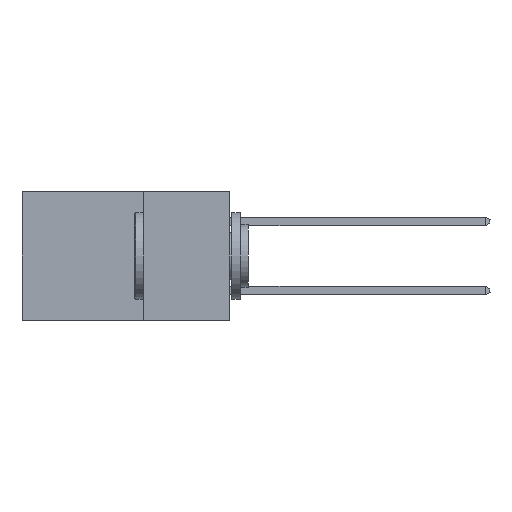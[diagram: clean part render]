
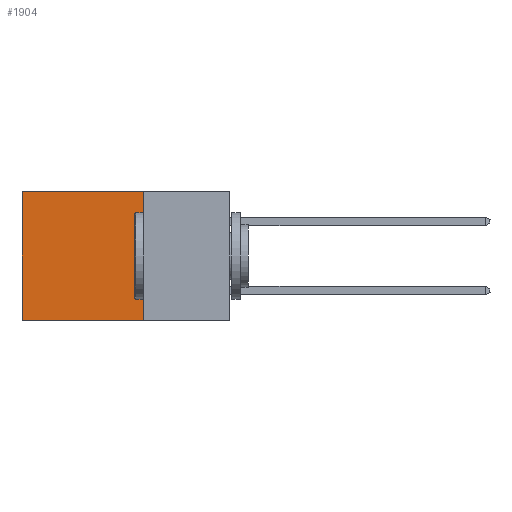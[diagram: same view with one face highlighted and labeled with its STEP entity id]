
A CAD part, left-side view. The second image highlights one B-rep face of the part: STEP entity #1904.
In plain terms, the highlighted planar face has unit normal (-1, 0, 0).
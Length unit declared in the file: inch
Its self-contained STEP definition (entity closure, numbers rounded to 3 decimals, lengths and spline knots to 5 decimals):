
#254 = VECTOR ( 'NONE', #4843, 39.37008 ) ;
#340 = DIRECTION ( 'NONE',  ( 0., 0., -1. ) ) ;
#728 = EDGE_CURVE ( 'NONE', #4852, #3031, #7302, .T. ) ;
#1077 = CARTESIAN_POINT ( 'NONE',  ( 0.298, 0.25, 0. ) ) ;
#1173 = AXIS2_PLACEMENT_3D ( 'NONE', #1077, #9369, #340 ) ;
#1262 = LINE ( 'NONE', #8560, #7242 ) ;
#1577 = LINE ( 'NONE', #4351, #10928 ) ;
#1773 = VECTOR ( 'NONE', #6409, 39.37008 ) ;
#1904 = ADVANCED_FACE ( 'NONE', ( #8439 ), #7523, .F. ) ;
#3031 = VERTEX_POINT ( 'NONE', #8499 ) ;
#3561 = EDGE_CURVE ( 'NONE', #9996, #6413, #1577, .T. ) ;
#3676 = ORIENTED_EDGE ( 'NONE', *, *, #728, .F. ) ;
#4346 = ORIENTED_EDGE ( 'NONE', *, *, #10936, .F. ) ;
#4351 = CARTESIAN_POINT ( 'NONE',  ( 0.298, 0.25, 0. ) ) ;
#4434 = CARTESIAN_POINT ( 'NONE',  ( 0.298, 0.6, 0. ) ) ;
#4843 = DIRECTION ( 'NONE',  ( 0., 0., -1. ) ) ;
#4852 = VERTEX_POINT ( 'NONE', #6290 ) ;
#5597 = EDGE_CURVE ( 'NONE', #6413, #3031, #9053, .T. ) ;
#5986 = EDGE_LOOP ( 'NONE', ( #6859, #3676, #4346, #6375 ) ) ;
#6290 = CARTESIAN_POINT ( 'NONE',  ( 0.298, 0.25, -0.37 ) ) ;
#6375 = ORIENTED_EDGE ( 'NONE', *, *, #3561, .T. ) ;
#6409 = DIRECTION ( 'NONE',  ( 0., 1., 0. ) ) ;
#6413 = VERTEX_POINT ( 'NONE', #9751 ) ;
#6859 = ORIENTED_EDGE ( 'NONE', *, *, #5597, .T. ) ;
#7061 = DIRECTION ( 'NONE',  ( 0., 1., 0. ) ) ;
#7242 = VECTOR ( 'NONE', #10373, 39.37008 ) ;
#7302 = LINE ( 'NONE', #11033, #1773 ) ;
#7523 = PLANE ( 'NONE',  #1173 ) ;
#8220 = CARTESIAN_POINT ( 'NONE',  ( 0.298, 0.25, 0. ) ) ;
#8439 = FACE_OUTER_BOUND ( 'NONE', #5986, .T. ) ;
#8499 = CARTESIAN_POINT ( 'NONE',  ( 0.298, 0.6, -0.37 ) ) ;
#8560 = CARTESIAN_POINT ( 'NONE',  ( 0.298, 0.25, 0. ) ) ;
#9053 = LINE ( 'NONE', #4434, #254 ) ;
#9369 = DIRECTION ( 'NONE',  ( 1., 0., 0. ) ) ;
#9751 = CARTESIAN_POINT ( 'NONE',  ( 0.298, 0.6, 0. ) ) ;
#9996 = VERTEX_POINT ( 'NONE', #8220 ) ;
#10373 = DIRECTION ( 'NONE',  ( 0., 0., -1. ) ) ;
#10928 = VECTOR ( 'NONE', #7061, 39.37008 ) ;
#10936 = EDGE_CURVE ( 'NONE', #9996, #4852, #1262, .T. ) ;
#11033 = CARTESIAN_POINT ( 'NONE',  ( 0.298, 0.25, -0.37 ) ) ;
